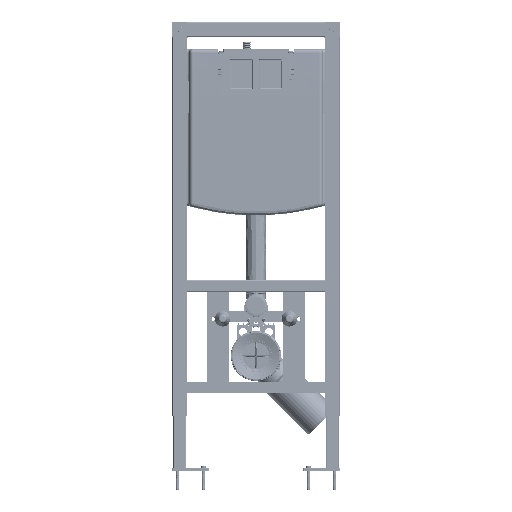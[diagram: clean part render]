
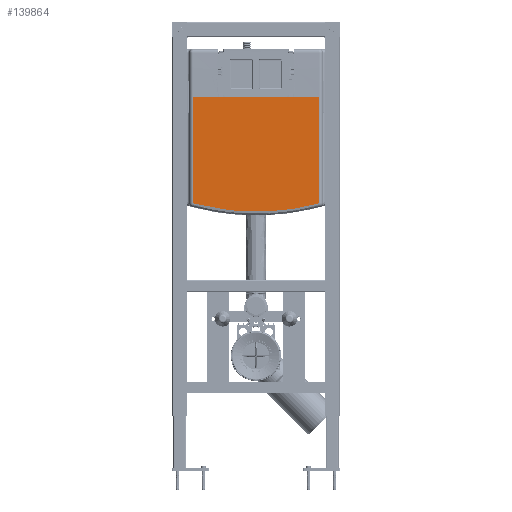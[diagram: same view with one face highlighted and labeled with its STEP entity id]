
A CAD part, top view. The second image highlights one B-rep face of the part: STEP entity #139864.
In plain terms, the highlighted cylindrical face has radius 31245.7 mm (diameter 62491.4 mm), a partial arc.
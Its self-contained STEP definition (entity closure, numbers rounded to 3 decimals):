
#136000=CARTESIAN_POINT('',(-170.,61.533,
-0.684));
#136001=CARTESIAN_POINT('',(-154.161,57.239,
-0.723));
#136002=CARTESIAN_POINT('',(-122.262,49.876,
-0.793));
#136003=CARTESIAN_POINT('',(-73.618,42.46,
-0.865));
#136004=CARTESIAN_POINT('',(-24.586,38.746,
-0.902));
#136005=CARTESIAN_POINT('',(24.586,38.746,
-0.902));
#136006=CARTESIAN_POINT('',(73.618,42.46,
-0.865));
#136007=CARTESIAN_POINT('',(122.262,49.876,
-0.793));
#136008=CARTESIAN_POINT('',(154.161,57.239,
-0.723));
#136009=CARTESIAN_POINT('',(170.,61.533,
-0.684));
#136011=CARTESIAN_POINT('',(-170.,349.,-31245.06));
#136012=DIRECTION('',(1.,0.,0.));
#136013=DIRECTION('',(0.,0.,1.));
#136014=AXIS2_PLACEMENT_3D('',#136011,#136012,#136013);
#136016=DIRECTION('',(1.,0.,0.));
#136017=VECTOR('',#136016,205.);
#136018=CARTESIAN_POINT('',(-102.5,349.,0.639));
#136019=LINE('',#136018,#136017);
#136020=CARTESIAN_POINT('',(170.,349.,-31245.06));
#136021=DIRECTION('',(-1.,0.,0.));
#136022=DIRECTION('',(0.,-0.009,1.));
#136023=AXIS2_PLACEMENT_3D('',#136020,#136021,#136022);
#136856=DIRECTION('',(-1.,0.,0.));
#136857=VECTOR('',#136856,67.5);
#136858=CARTESIAN_POINT('',(170.,349.,0.639));
#136859=LINE('',#136858,#136857);
#136927=DIRECTION('',(-1.,0.,0.));
#136928=VECTOR('',#136927,67.5);
#136929=CARTESIAN_POINT('',(-102.5,349.,0.639));
#136930=LINE('',#136929,#136928);
#138767=CARTESIAN_POINT('',(170.,349.,0.639));
#138769=VERTEX_POINT('',#138767);
#138771=CARTESIAN_POINT('',(-170.,349.,0.639));
#138773=VERTEX_POINT('',#138771);
#138795=CARTESIAN_POINT('',(170.,61.533,-0.684));
#138796=VERTEX_POINT('',#138795);
#138797=VERTEX_POINT('',#136000);
#139096=CARTESIAN_POINT('',(-102.5,349.,0.639));
#139097=CARTESIAN_POINT('',(102.5,349.,0.639));
#139098=VERTEX_POINT('',#139096);
#139099=VERTEX_POINT('',#139097);
#139847=CARTESIAN_POINT('',(-219.,349.,-31245.06));
#139848=DIRECTION('',(1.,0.,0.));
#139849=DIRECTION('',(0.,0.,-1.));
#139850=AXIS2_PLACEMENT_3D('',#139847,#139848,#139849);
#139851=CYLINDRICAL_SURFACE('',#139850,31245.698);
#139852=ORIENTED_EDGE('',*,*,#139831,.F.);
#139854=ORIENTED_EDGE('',*,*,#139853,.F.);
#139856=ORIENTED_EDGE('',*,*,#139855,.F.);
#139858=ORIENTED_EDGE('',*,*,#139857,.T.);
#139860=ORIENTED_EDGE('',*,*,#139859,.F.);
#139861=ORIENTED_EDGE('',*,*,#139727,.F.);
#139862=EDGE_LOOP('',(#139852,#139854,#139856,#139858,#139860,#139861));
#139863=FACE_OUTER_BOUND('',#139862,.F.);
#139864=ADVANCED_FACE('',(#139863),#139851,.T.);
#136010=B_SPLINE_CURVE_WITH_KNOTS('',3,(#136000,#136001,#136002,#136003,#136004,
#136005,#136006,#136007,#136008,#136009),.UNSPECIFIED.,.F.,.F.,(4,1,1,1,1,1,1,
4),(0.,0.143,0.286,0.429,
0.571,0.714,0.857,1.),.UNSPECIFIED.);
#136015=CIRCLE('',#136014,31245.698);
#136024=CIRCLE('',#136023,31245.698);
#139727=EDGE_CURVE('',#138796,#138769,#136024,.T.);
#139831=EDGE_CURVE('',#138797,#138796,#136010,.T.);
#139853=EDGE_CURVE('',#138773,#138797,#136015,.T.);
#139855=EDGE_CURVE('',#139098,#138773,#136930,.T.);
#139857=EDGE_CURVE('',#139098,#139099,#136019,.T.);
#139859=EDGE_CURVE('',#138769,#139099,#136859,.T.);
